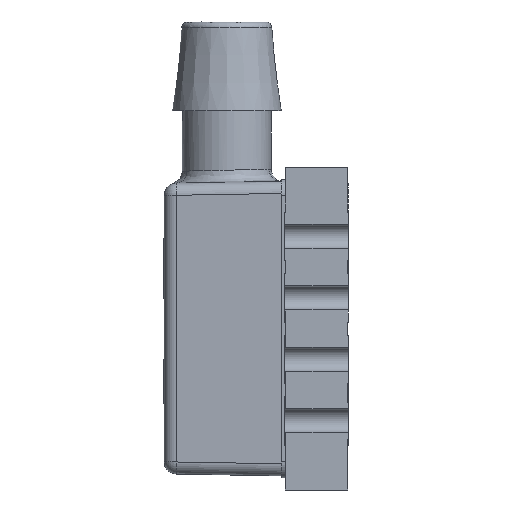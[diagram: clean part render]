
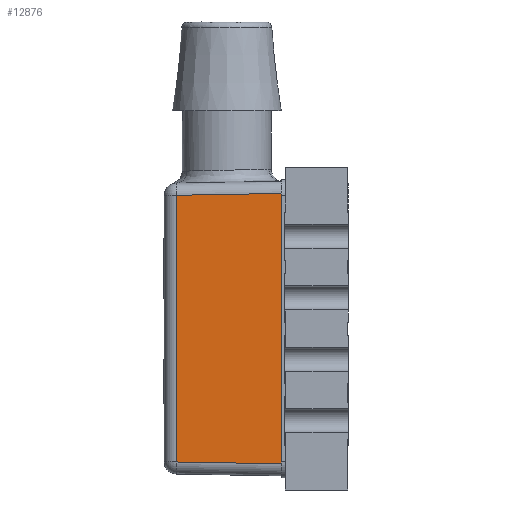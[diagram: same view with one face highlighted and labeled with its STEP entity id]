
A CAD part, left-side view. The second image highlights one B-rep face of the part: STEP entity #12876.
In plain terms, the highlighted planar face has unit normal (-1, 0.018, 0).
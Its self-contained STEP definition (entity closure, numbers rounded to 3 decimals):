
#367=LINE('',#17942,#1192);
#394=LINE('',#18522,#1219);
#395=LINE('',#18524,#1220);
#396=LINE('',#18526,#1221);
#1192=VECTOR('',#14108,1000.);
#1219=VECTOR('',#14227,1000.);
#1220=VECTOR('',#14230,1000.);
#1221=VECTOR('',#14231,1000.);
#2382=ORIENTED_EDGE('',*,*,#5066,.T.);
#2383=ORIENTED_EDGE('',*,*,#5067,.T.);
#2384=ORIENTED_EDGE('',*,*,#4992,.F.);
#2385=ORIENTED_EDGE('',*,*,#5065,.T.);
#4992=EDGE_CURVE('',#6364,#6365,#367,.T.);
#5065=EDGE_CURVE('',#6364,#6401,#394,.T.);
#5066=EDGE_CURVE('',#6401,#6402,#395,.T.);
#5067=EDGE_CURVE('',#6402,#6365,#396,.T.);
#6364=VERTEX_POINT('',#17937);
#6365=VERTEX_POINT('',#17941);
#6401=VERTEX_POINT('',#18521);
#6402=VERTEX_POINT('',#18525);
#7537=EDGE_LOOP('',(#2382,#2383,#2384,#2385));
#8145=FACE_BOUND('',#7537,.T.);
#8678=PLANE('',#13465);
#12876=ADVANCED_FACE('',(#8145),#8678,.T.);
#13465=AXIS2_PLACEMENT_3D('',#18523,#14228,#14229);
#14108=DIRECTION('',(0.,0.,1.));
#14227=DIRECTION('',(-0.017,-1.,-0.017));
#14228=DIRECTION('',(-1.,0.017,0.));
#14229=DIRECTION('',(-0.017,-1.,0.));
#14230=DIRECTION('',(0.,0.,1.));
#14231=DIRECTION('',(0.017,1.,-0.017));
#17937=CARTESIAN_POINT('',(-6.005,2.605,-7.305));
#17941=CARTESIAN_POINT('',(-6.005,2.605,-0.695));
#17942=CARTESIAN_POINT('',(-6.005,2.605,-4.));
#18521=CARTESIAN_POINT('',(-6.051,0.,-7.351));
#18522=CARTESIAN_POINT('',(-6.005,2.605,-7.305));
#18523=CARTESIAN_POINT('',(-6.,2.9,-0.4));
#18524=CARTESIAN_POINT('',(-6.051,0.,-0.4));
#18525=CARTESIAN_POINT('',(-6.051,0.,-0.649));
#18526=CARTESIAN_POINT('',(-6.051,0.,-0.649));
